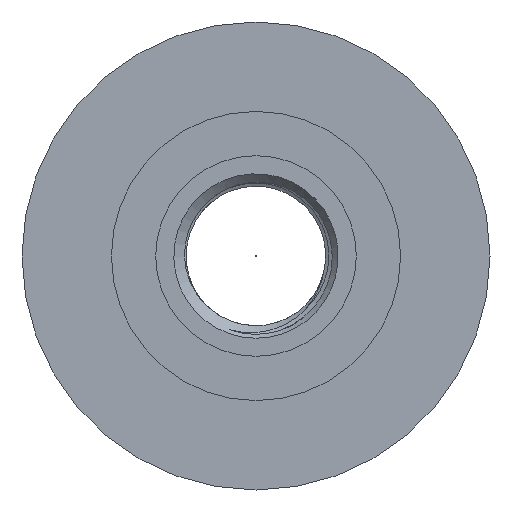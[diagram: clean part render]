
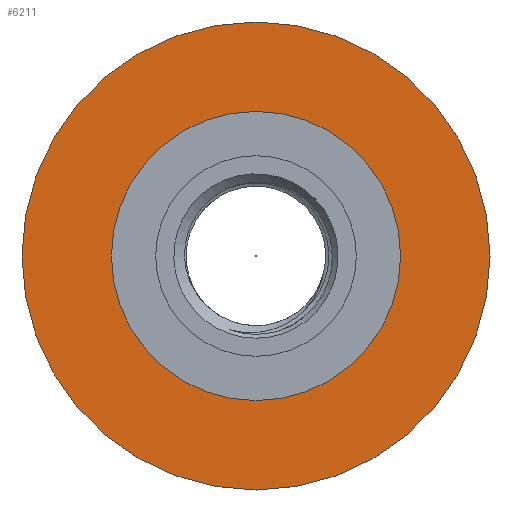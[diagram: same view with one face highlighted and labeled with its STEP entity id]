
A CAD part, left-side view. The second image highlights one B-rep face of the part: STEP entity #6211.
In plain terms, the highlighted planar face has unit normal (-1, 0, 0).
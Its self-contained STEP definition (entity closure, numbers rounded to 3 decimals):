
#42 = FACE_BOUND ( 'NONE', #1992, .T. ) ;
#354 = AXIS2_PLACEMENT_3D ( 'NONE', #899, #3000, #6187 ) ;
#380 = FACE_OUTER_BOUND ( 'NONE', #2071, .T. ) ;
#388 = PLANE ( 'NONE',  #5660 ) ;
#550 = VERTEX_POINT ( 'NONE', #2480 ) ;
#899 = CARTESIAN_POINT ( 'NONE',  ( -0.002, 0., 0. ) ) ;
#1386 = DIRECTION ( 'NONE',  ( -1., 0., 0. ) ) ;
#1992 = EDGE_LOOP ( 'NONE', ( #3305 ) ) ;
#2071 = EDGE_LOOP ( 'NONE', ( #6444 ) ) ;
#2480 = CARTESIAN_POINT ( 'NONE',  ( -0.002, 0., 8.65 ) ) ;
#3000 = DIRECTION ( 'NONE',  ( -1., 0., 0. ) ) ;
#3305 = ORIENTED_EDGE ( 'NONE', *, *, #5594, .F. ) ;
#3313 = CIRCLE ( 'NONE', #3797, 14.001 ) ;
#3430 = EDGE_CURVE ( 'NONE', #4388, #4388, #3313, .T. ) ;
#3790 = CIRCLE ( 'NONE', #354, 8.65 ) ;
#3797 = AXIS2_PLACEMENT_3D ( 'NONE', #5241, #5262, #4717 ) ;
#4388 = VERTEX_POINT ( 'NONE', #5565 ) ;
#4717 = DIRECTION ( 'NONE',  ( 0., 0., 1. ) ) ;
#5241 = CARTESIAN_POINT ( 'NONE',  ( -0.002, 0., 0. ) ) ;
#5262 = DIRECTION ( 'NONE',  ( -1., 0., 0. ) ) ;
#5565 = CARTESIAN_POINT ( 'NONE',  ( -0.002, 0., 14.001 ) ) ;
#5594 = EDGE_CURVE ( 'NONE', #550, #550, #3790, .T. ) ;
#5631 = CARTESIAN_POINT ( 'NONE',  ( -0.002, 0., 0. ) ) ;
#5653 = DIRECTION ( 'NONE',  ( 0., 0., 1. ) ) ;
#5660 = AXIS2_PLACEMENT_3D ( 'NONE', #5631, #1386, #5653 ) ;
#6187 = DIRECTION ( 'NONE',  ( 0., 0., 1. ) ) ;
#6211 = ADVANCED_FACE ( 'NONE', ( #380, #42 ), #388, .T. ) ;
#6444 = ORIENTED_EDGE ( 'NONE', *, *, #3430, .T. ) ;
